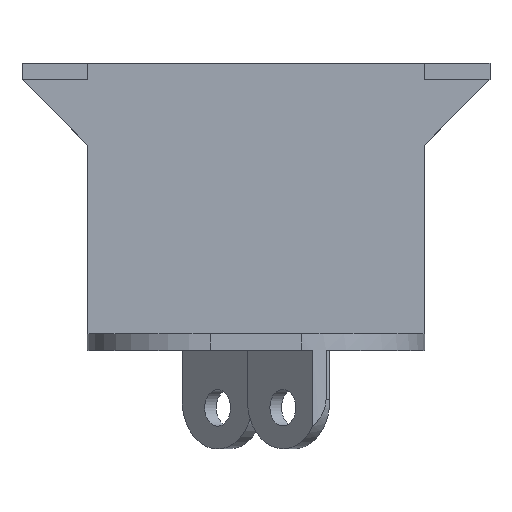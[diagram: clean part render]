
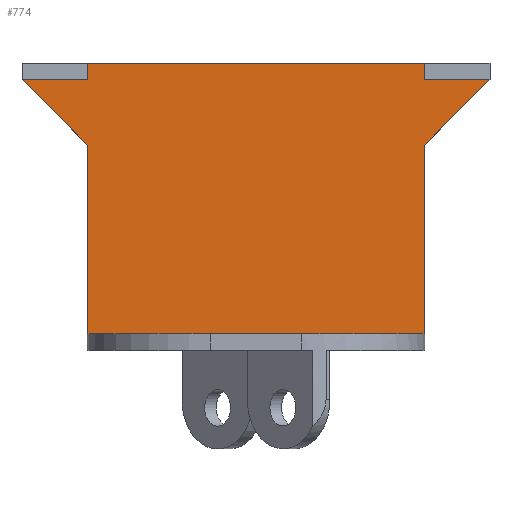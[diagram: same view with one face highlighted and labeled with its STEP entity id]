
A CAD part, top view. The second image highlights one B-rep face of the part: STEP entity #774.
In plain terms, the highlighted planar face has unit normal (0, 0, 1).
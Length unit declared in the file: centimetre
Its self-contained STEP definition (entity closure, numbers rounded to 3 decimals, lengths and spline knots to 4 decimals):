
#53=PLANE('',#834);
#89=FACE_OUTER_BOUND('',#135,.T.);
#135=EDGE_LOOP('',(#657,#658,#659,#660,#661,#662,#663,#664,#665,#666));
#168=LINE('',#1090,#247);
#178=LINE('',#1122,#257);
#216=LINE('',#1228,#295);
#217=LINE('',#1230,#296);
#218=LINE('',#1231,#297);
#219=LINE('',#1233,#298);
#220=LINE('',#1235,#299);
#221=LINE('',#1237,#300);
#222=LINE('',#1239,#301);
#223=LINE('',#1240,#302);
#247=VECTOR('',#875,4.114);
#257=VECTOR('',#895,2.3045);
#295=VECTOR('',#997,0.7955);
#296=VECTOR('',#998,1.125);
#297=VECTOR('',#999,2.3045);
#298=VECTOR('',#1000,1.125);
#299=VECTOR('',#1001,0.7955);
#300=VECTOR('',#1002,0.2);
#301=VECTOR('',#1003,4.114);
#302=VECTOR('',#1004,0.2);
#353=VERTEX_POINT('',#1087);
#354=VERTEX_POINT('',#1089);
#363=VERTEX_POINT('',#1120);
#398=VERTEX_POINT('',#1226);
#399=VERTEX_POINT('',#1227);
#400=VERTEX_POINT('',#1229);
#401=VERTEX_POINT('',#1232);
#402=VERTEX_POINT('',#1234);
#403=VERTEX_POINT('',#1236);
#404=VERTEX_POINT('',#1238);
#428=EDGE_CURVE('',#354,#353,#168,.T.);
#441=EDGE_CURVE('',#353,#363,#178,.T.);
#492=EDGE_CURVE('',#398,#399,#216,.T.);
#493=EDGE_CURVE('',#398,#400,#217,.T.);
#494=EDGE_CURVE('',#354,#400,#218,.T.);
#495=EDGE_CURVE('',#363,#401,#219,.T.);
#496=EDGE_CURVE('',#402,#401,#220,.T.);
#497=EDGE_CURVE('',#403,#402,#221,.T.);
#498=EDGE_CURVE('',#403,#404,#222,.T.);
#499=EDGE_CURVE('',#404,#399,#223,.T.);
#657=ORIENTED_EDGE('',*,*,#492,.F.);
#658=ORIENTED_EDGE('',*,*,#493,.T.);
#659=ORIENTED_EDGE('',*,*,#494,.F.);
#660=ORIENTED_EDGE('',*,*,#428,.T.);
#661=ORIENTED_EDGE('',*,*,#441,.T.);
#662=ORIENTED_EDGE('',*,*,#495,.T.);
#663=ORIENTED_EDGE('',*,*,#496,.F.);
#664=ORIENTED_EDGE('',*,*,#497,.F.);
#665=ORIENTED_EDGE('',*,*,#498,.T.);
#666=ORIENTED_EDGE('',*,*,#499,.T.);
#774=ADVANCED_FACE('',(#89),#53,.T.);
#834=AXIS2_PLACEMENT_3D('',#1225,#995,#996);
#875=DIRECTION('',(1.,0.,0.));
#895=DIRECTION('',(0.,1.,0.));
#995=DIRECTION('center_axis',(0.,0.,
1.));
#996=DIRECTION('ref_axis',(1.,0.,0.));
#997=DIRECTION('',(1.,0.,0.));
#998=DIRECTION('',(0.707,-0.707,0.));
#999=DIRECTION('',(0.,1.,0.));
#1000=DIRECTION('',(0.707,0.707,0.));
#1001=DIRECTION('',(1.,0.,0.));
#1002=DIRECTION('',(0.,-1.,0.));
#1003=DIRECTION('',(-1.,0.,0.));
#1004=DIRECTION('',(0.,-1.,0.));
#1087=CARTESIAN_POINT('',(4.047,4.9626,-0.4626));
#1089=CARTESIAN_POINT('',(-0.067,4.9626,-0.4626));
#1090=CARTESIAN_POINT('',(4.2291,4.9626,-0.4626));
#1120=CARTESIAN_POINT('',(4.047,7.2672,-0.4626));
#1122=CARTESIAN_POINT('',(4.047,-11.9374,-0.4626));
#1225=CARTESIAN_POINT('Origin',(2.9908,7.2456,-0.4626));
#1226=CARTESIAN_POINT('',(-0.8625,8.0626,-0.4626));
#1227=CARTESIAN_POINT('',(-0.067,8.0626,-0.4626));
#1228=CARTESIAN_POINT('',(-0.4648,8.0626,-0.4626));
#1229=CARTESIAN_POINT('',(-0.067,7.2672,-0.4626));
#1230=CARTESIAN_POINT('',(-0.8625,8.0626,-0.4626));
#1231=CARTESIAN_POINT('',(-0.067,-11.9374,-0.4626));
#1232=CARTESIAN_POINT('',(4.8425,8.0626,-0.4626));
#1233=CARTESIAN_POINT('',(4.8425,8.0626,-0.4626));
#1234=CARTESIAN_POINT('',(4.047,8.0626,-0.4626));
#1235=CARTESIAN_POINT('',(4.4448,8.0626,-0.4626));
#1236=CARTESIAN_POINT('',(4.047,8.2626,-0.4626));
#1237=CARTESIAN_POINT('',(4.047,8.2626,-0.4626));
#1238=CARTESIAN_POINT('',(-0.067,8.2626,-0.4626));
#1239=CARTESIAN_POINT('',(4.8425,8.2626,-0.4626));
#1240=CARTESIAN_POINT('',(-0.067,8.2626,-0.4626));
